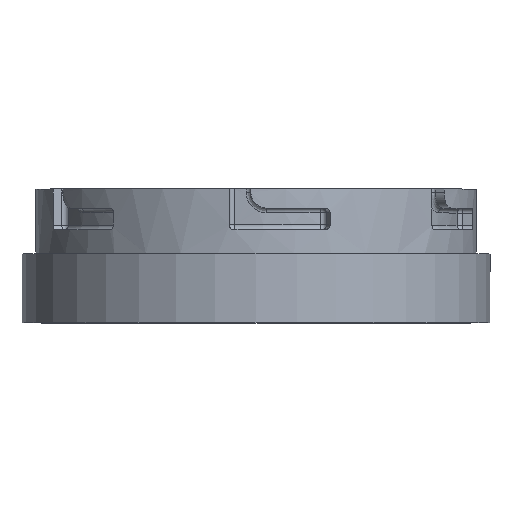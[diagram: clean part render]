
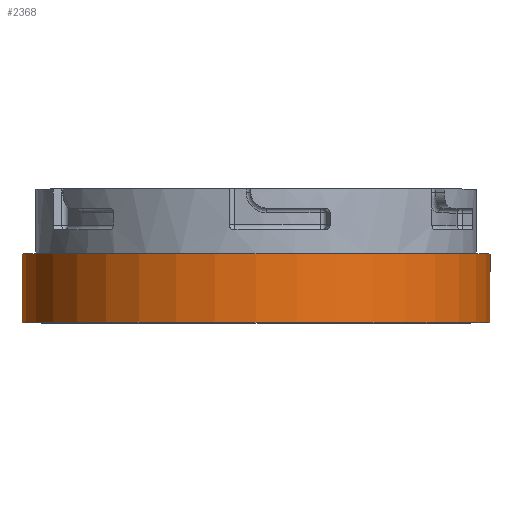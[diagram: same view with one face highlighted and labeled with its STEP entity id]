
A CAD part, top view. The second image highlights one B-rep face of the part: STEP entity #2368.
In plain terms, the highlighted cylindrical face has radius 75.565 mm (diameter 151.13 mm), a partial arc.
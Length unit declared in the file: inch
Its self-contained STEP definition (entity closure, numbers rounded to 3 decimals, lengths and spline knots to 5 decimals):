
#50 = VECTOR ( 'NONE', #1807, 39.37008 ) ;
#194 = DIRECTION ( 'NONE',  ( 0., 1., 0. ) ) ;
#198 = VERTEX_POINT ( 'NONE', #1193 ) ;
#490 = DIRECTION ( 'NONE',  ( 0., -1., 0. ) ) ;
#545 = CIRCLE ( 'NONE', #4442, 2.975 ) ;
#694 = ORIENTED_EDGE ( 'NONE', *, *, #1518, .F. ) ;
#1030 = CYLINDRICAL_SURFACE ( 'NONE', #3757, 2.975 ) ;
#1068 = EDGE_CURVE ( 'NONE', #2640, #3484, #3015, .T. ) ;
#1193 = CARTESIAN_POINT ( 'NONE',  ( -2.975, 0.6125, 0. ) ) ;
#1518 = EDGE_CURVE ( 'NONE', #2640, #1822, #3594, .T. ) ;
#1805 = CARTESIAN_POINT ( 'NONE',  ( 0., 2.39205, 0. ) ) ;
#1807 = DIRECTION ( 'NONE',  ( 0., 1., 0. ) ) ;
#1822 = VERTEX_POINT ( 'NONE', #4802 ) ;
#1857 = EDGE_CURVE ( 'NONE', #198, #3484, #545, .T. ) ;
#1875 = LINE ( 'NONE', #3442, #4414 ) ;
#2087 = CARTESIAN_POINT ( 'NONE',  ( 2.975, -0.2625, 0. ) ) ;
#2246 = ORIENTED_EDGE ( 'NONE', *, *, #4627, .F. ) ;
#2339 = CARTESIAN_POINT ( 'NONE',  ( 0., -0.2625, 0. ) ) ;
#2368 = ADVANCED_FACE ( 'NONE', ( #4137 ), #1030, .T. ) ;
#2525 = AXIS2_PLACEMENT_3D ( 'NONE', #2339, #490, #3526 ) ;
#2640 = VERTEX_POINT ( 'NONE', #2087 ) ;
#2796 = ORIENTED_EDGE ( 'NONE', *, *, #1857, .F. ) ;
#3015 = LINE ( 'NONE', #4192, #50 ) ;
#3305 = CARTESIAN_POINT ( 'NONE',  ( 0., 0.6125, 0. ) ) ;
#3415 = DIRECTION ( 'NONE',  ( -1., 0., 0. ) ) ;
#3418 = ORIENTED_EDGE ( 'NONE', *, *, #1068, .T. ) ;
#3442 = CARTESIAN_POINT ( 'NONE',  ( -2.975, 2.39205, 0. ) ) ;
#3484 = VERTEX_POINT ( 'NONE', #4260 ) ;
#3526 = DIRECTION ( 'NONE',  ( 1., 0., 0. ) ) ;
#3594 = CIRCLE ( 'NONE', #2525, 2.975 ) ;
#3757 = AXIS2_PLACEMENT_3D ( 'NONE', #1805, #3847, #3415 ) ;
#3847 = DIRECTION ( 'NONE',  ( 0., 1., 0. ) ) ;
#4030 = DIRECTION ( 'NONE',  ( -1., 0., 0. ) ) ;
#4137 = FACE_OUTER_BOUND ( 'NONE', #4348, .T. ) ;
#4192 = CARTESIAN_POINT ( 'NONE',  ( 2.975, 2.39205, 0. ) ) ;
#4260 = CARTESIAN_POINT ( 'NONE',  ( 2.975, 0.6125, 0. ) ) ;
#4262 = DIRECTION ( 'NONE',  ( 0., 1., 0. ) ) ;
#4348 = EDGE_LOOP ( 'NONE', ( #694, #3418, #2796, #2246 ) ) ;
#4414 = VECTOR ( 'NONE', #4262, 39.37008 ) ;
#4442 = AXIS2_PLACEMENT_3D ( 'NONE', #3305, #194, #4030 ) ;
#4627 = EDGE_CURVE ( 'NONE', #1822, #198, #1875, .T. ) ;
#4802 = CARTESIAN_POINT ( 'NONE',  ( -2.975, -0.2625, 0. ) ) ;
